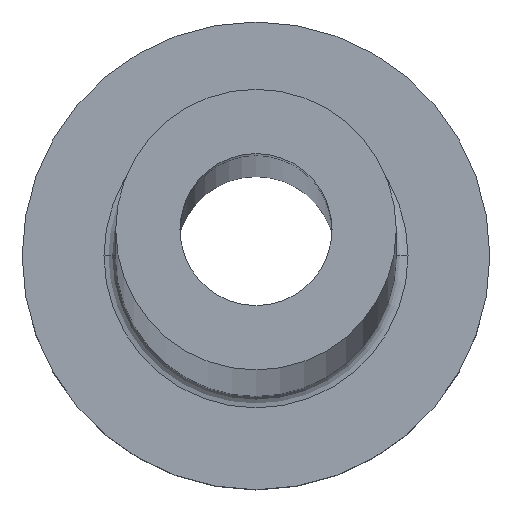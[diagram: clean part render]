
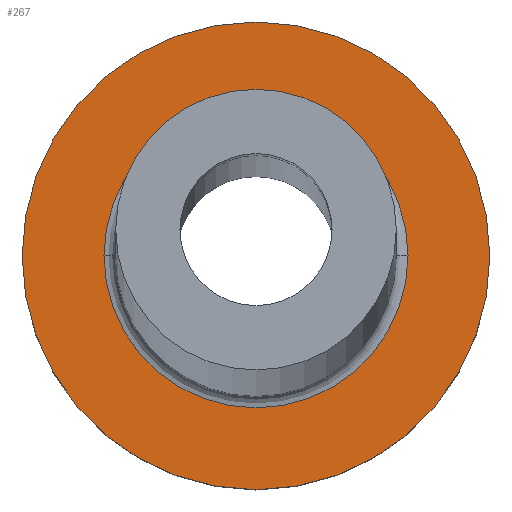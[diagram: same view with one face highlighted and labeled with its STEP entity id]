
A CAD part, top view. The second image highlights one B-rep face of the part: STEP entity #267.
In plain terms, the highlighted planar face has unit normal (0, 0, 1).
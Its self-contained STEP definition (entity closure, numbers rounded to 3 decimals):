
#18 = VERTEX_POINT ( 'NONE', #458 ) ;
#26 = PLANE ( 'NONE',  #107 ) ;
#27 = EDGE_CURVE ( 'NONE', #18, #65, #139, .T. ) ;
#31 = DIRECTION ( 'NONE',  ( 0., 0., -1. ) ) ;
#35 = EDGE_CURVE ( 'NONE', #97, #115, #215, .T. ) ;
#65 = VERTEX_POINT ( 'NONE', #313 ) ;
#80 = DIRECTION ( 'NONE',  ( 1., 0., 0. ) ) ;
#97 = VERTEX_POINT ( 'NONE', #417 ) ;
#98 = DIRECTION ( 'NONE',  ( 0., 0., 1. ) ) ;
#107 = AXIS2_PLACEMENT_3D ( 'NONE', #389, #171, #198 ) ;
#115 = VERTEX_POINT ( 'NONE', #150 ) ;
#139 = CIRCLE ( 'NONE', #376, 6.5 ) ;
#150 = CARTESIAN_POINT ( 'NONE',  ( -10., 0., 7. ) ) ;
#157 = DIRECTION ( 'NONE',  ( 0., 0., 1. ) ) ;
#162 = CARTESIAN_POINT ( 'NONE',  ( 0., 0., 7. ) ) ;
#171 = DIRECTION ( 'NONE',  ( 0., 0., 1. ) ) ;
#186 = CIRCLE ( 'NONE', #351, 6.5 ) ;
#198 = DIRECTION ( 'NONE',  ( 1., 0., 0. ) ) ;
#203 = EDGE_CURVE ( 'NONE', #115, #97, #438, .T. ) ;
#215 = CIRCLE ( 'NONE', #286, 10. ) ;
#239 = ORIENTED_EDGE ( 'NONE', *, *, #35, .T. ) ;
#241 = EDGE_CURVE ( 'NONE', #65, #18, #186, .T. ) ;
#255 = CARTESIAN_POINT ( 'NONE',  ( 0., 0., 7. ) ) ;
#267 = ADVANCED_FACE ( 'NONE', ( #352, #425 ), #26, .T. ) ;
#286 = AXIS2_PLACEMENT_3D ( 'NONE', #307, #98, #426 ) ;
#299 = EDGE_LOOP ( 'NONE', ( #424, #239 ) ) ;
#307 = CARTESIAN_POINT ( 'NONE',  ( 0., 0., 7. ) ) ;
#313 = CARTESIAN_POINT ( 'NONE',  ( 6.5, 0., 7. ) ) ;
#343 = CARTESIAN_POINT ( 'NONE',  ( 0., 0., 7. ) ) ;
#351 = AXIS2_PLACEMENT_3D ( 'NONE', #343, #31, #354 ) ;
#352 = FACE_BOUND ( 'NONE', #435, .T. ) ;
#354 = DIRECTION ( 'NONE',  ( 1., 0., 0. ) ) ;
#375 = ORIENTED_EDGE ( 'NONE', *, *, #241, .T. ) ;
#376 = AXIS2_PLACEMENT_3D ( 'NONE', #162, #421, #449 ) ;
#389 = CARTESIAN_POINT ( 'NONE',  ( 0., 0., 7. ) ) ;
#395 = AXIS2_PLACEMENT_3D ( 'NONE', #255, #157, #80 ) ;
#417 = CARTESIAN_POINT ( 'NONE',  ( 10., 0., 7. ) ) ;
#421 = DIRECTION ( 'NONE',  ( 0., 0., -1. ) ) ;
#424 = ORIENTED_EDGE ( 'NONE', *, *, #203, .T. ) ;
#425 = FACE_OUTER_BOUND ( 'NONE', #299, .T. ) ;
#426 = DIRECTION ( 'NONE',  ( 1., 0., 0. ) ) ;
#435 = EDGE_LOOP ( 'NONE', ( #375, #441 ) ) ;
#438 = CIRCLE ( 'NONE', #395, 10. ) ;
#441 = ORIENTED_EDGE ( 'NONE', *, *, #27, .T. ) ;
#449 = DIRECTION ( 'NONE',  ( 1., 0., 0. ) ) ;
#458 = CARTESIAN_POINT ( 'NONE',  ( -6.5, 0., 7. ) ) ;
